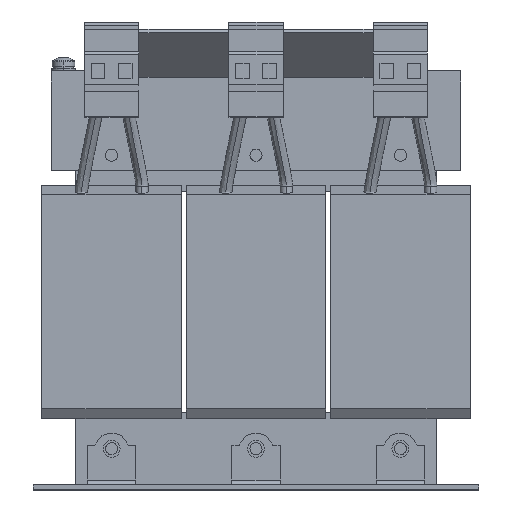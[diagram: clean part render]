
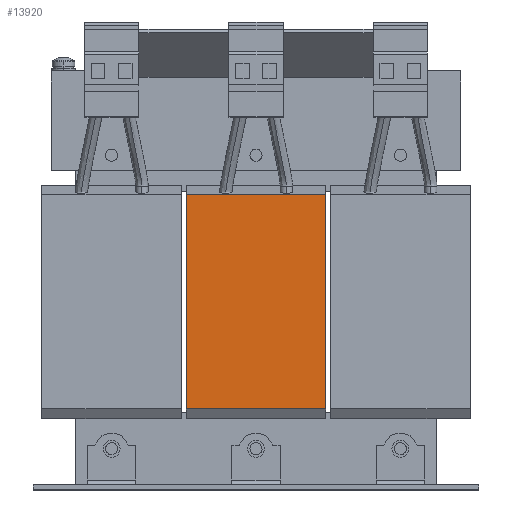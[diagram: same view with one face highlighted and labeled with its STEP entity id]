
A CAD part, top view. The second image highlights one B-rep face of the part: STEP entity #13920.
In plain terms, the highlighted planar face has unit normal (0, 0, 1).
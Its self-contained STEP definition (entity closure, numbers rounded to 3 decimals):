
#3285 = CARTESIAN_POINT ( 'NONE',  ( -29., -44.5, 43.45 ) ) ;
#3728 = LINE ( 'NONE', #27246, #3903 ) ;
#3903 = VECTOR ( 'NONE', #24190, 1000. ) ;
#4111 = LINE ( 'NONE', #34480, #16212 ) ;
#4395 = DIRECTION ( 'NONE',  ( 0., -1., 0. ) ) ;
#5990 = CARTESIAN_POINT ( 'NONE',  ( 29., -44.5, 43.45 ) ) ;
#6339 = ORIENTED_EDGE ( 'NONE', *, *, #17057, .T. ) ;
#6780 = DIRECTION ( 'NONE',  ( 0., -1., 0. ) ) ;
#7140 = EDGE_LOOP ( 'NONE', ( #9329, #19094, #8068, #6339 ) ) ;
#7666 = DIRECTION ( 'NONE',  ( 0., 0., -1. ) ) ;
#8068 = ORIENTED_EDGE ( 'NONE', *, *, #12271, .F. ) ;
#9329 = ORIENTED_EDGE ( 'NONE', *, *, #13432, .T. ) ;
#10996 = AXIS2_PLACEMENT_3D ( 'NONE', #14792, #7666, #20086 ) ;
#11128 = PLANE ( 'NONE',  #10996 ) ;
#12271 = EDGE_CURVE ( 'NONE', #19199, #30309, #13380, .T. ) ;
#12986 = VECTOR ( 'NONE', #4395, 1000. ) ;
#13380 = LINE ( 'NONE', #22751, #12986 ) ;
#13432 = EDGE_CURVE ( 'NONE', #29311, #29110, #4111, .T. ) ;
#13920 = ADVANCED_FACE ( 'Defeature ausgef�hrt2_376', ( #29473 ), #11128, .F. ) ;
#14792 = CARTESIAN_POINT ( 'NONE',  ( 29., 0., 43.45 ) ) ;
#16212 = VECTOR ( 'NONE', #6780, 1000. ) ;
#17057 = EDGE_CURVE ( 'NONE', #19199, #29311, #35989, .T. ) ;
#19094 = ORIENTED_EDGE ( 'NONE', *, *, #32016, .F. ) ;
#19199 = VERTEX_POINT ( 'NONE', #40211 ) ;
#20086 = DIRECTION ( 'NONE',  ( 0., 1., 0. ) ) ;
#22751 = CARTESIAN_POINT ( 'NONE',  ( 29., 0., 43.45 ) ) ;
#24190 = DIRECTION ( 'NONE',  ( -1., 0., 0. ) ) ;
#27246 = CARTESIAN_POINT ( 'NONE',  ( 29., -44.5, 43.45 ) ) ;
#29110 = VERTEX_POINT ( 'NONE', #3285 ) ;
#29311 = VERTEX_POINT ( 'NONE', #31388 ) ;
#29473 = FACE_OUTER_BOUND ( 'NONE', #7140, .T. ) ;
#30295 = DIRECTION ( 'NONE',  ( -1., 0., 0. ) ) ;
#30309 = VERTEX_POINT ( 'NONE', #5990 ) ;
#31388 = CARTESIAN_POINT ( 'NONE',  ( -29., 44.5, 43.45 ) ) ;
#32016 = EDGE_CURVE ( 'NONE', #30309, #29110, #3728, .T. ) ;
#32573 = VECTOR ( 'NONE', #30295, 1000. ) ;
#34480 = CARTESIAN_POINT ( 'NONE',  ( -29., 0., 43.45 ) ) ;
#35989 = LINE ( 'NONE', #39234, #32573 ) ;
#39234 = CARTESIAN_POINT ( 'NONE',  ( 29., 44.5, 43.45 ) ) ;
#40211 = CARTESIAN_POINT ( 'NONE',  ( 29., 44.5, 43.45 ) ) ;
